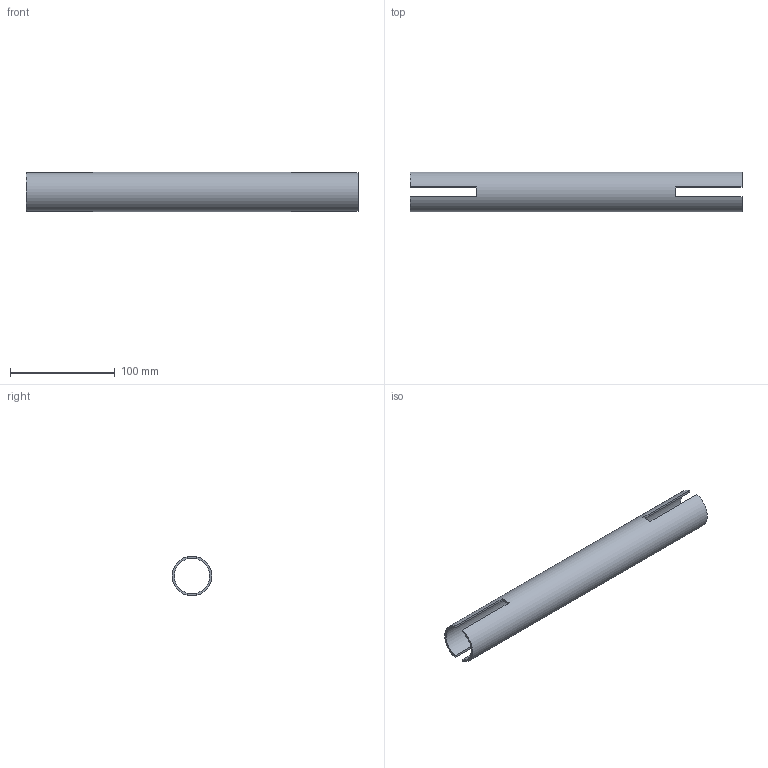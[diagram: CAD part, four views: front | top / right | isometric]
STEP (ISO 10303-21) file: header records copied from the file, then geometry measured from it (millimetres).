
FILE_DESCRIPTION(/* description */ (''),/* implementation_level */ '2;1');
FILE_NAME(/* name */ 'GE-17069-03_7.stp',/* time_stamp */ '2017-01-08T13:23:42-05:00',/* author */ ('jeff1'),/* organization */ (''),/* preprocessor_version */ 'ST-DEVELOPER v16.5',/* originating_system */ 'Autodesk Inventor 2017',/* authorisation */ '');
FILE_SCHEMA (('AUTOMOTIVE_DESIGN { 1 0 10303 214 3 1 1 }'));
Length unit declared in the file: inch
Products named in the file (1): GE-17069-03_7
Bounding box: 317.5 x 38.1 x 37.96 mm (x, y, z)
Volume: 70522.7 mm3; surface area: 68490.2 mm2
Topology: 1 solids, 1 shells, 18 faces, 50 edges, 32 vertices
Faces by surface type: plane 16, cylinder 2
Full cylindrical faces by diameter (mm): 33.884 x1, 38.1 x1
Entity records: 612 total; most frequent: DIRECTION 102, CARTESIAN_POINT 99, ORIENTED_EDGE 96, EDGE_CURVE 48, AXIS2_PLACEMENT_3D 35, LINE 32, VECTOR 32, VERTEX_POINT 32
